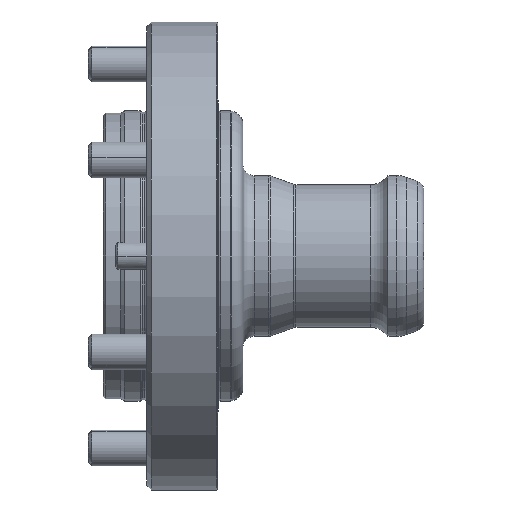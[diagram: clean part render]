
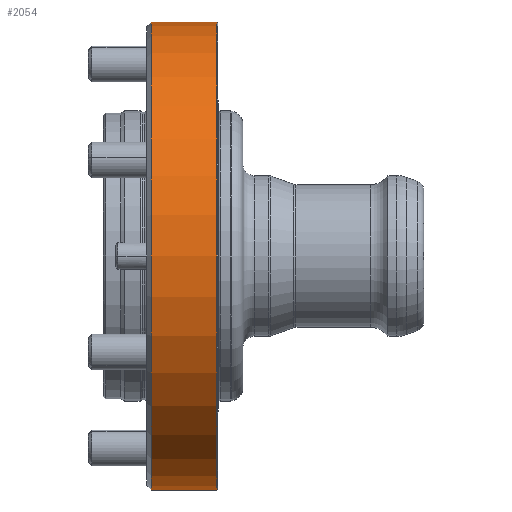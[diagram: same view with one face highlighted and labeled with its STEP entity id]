
A CAD part, left-side view. The second image highlights one B-rep face of the part: STEP entity #2054.
In plain terms, the highlighted cylindrical face has radius 52.4 mm (diameter 104.8 mm), a partial arc.
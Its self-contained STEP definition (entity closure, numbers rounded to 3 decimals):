
#259 = VERTEX_POINT ( 'NONE', #2569 ) ;
#327 = DIRECTION ( 'NONE',  ( 0., 0., 1. ) ) ;
#484 = DIRECTION ( 'NONE',  ( 0., 1., 0. ) ) ;
#1353 = CYLINDRICAL_SURFACE ( 'NONE', #7464, 52.4 ) ;
#1458 = EDGE_CURVE ( 'NONE', #7566, #259, #4780, .T. ) ;
#1748 = CARTESIAN_POINT ( 'NONE',  ( 0., 26.866, 52.4 ) ) ;
#1904 = EDGE_CURVE ( 'NONE', #2851, #259, #7750, .T. ) ;
#1919 = CARTESIAN_POINT ( 'NONE',  ( 0., 0.3, -52.4 ) ) ;
#2054 = ADVANCED_FACE ( 'NONE', ( #9550 ), #1353, .T. ) ;
#2292 = CARTESIAN_POINT ( 'NONE',  ( 0., 26.866, 0. ) ) ;
#2293 = CARTESIAN_POINT ( 'NONE',  ( 0., 26.866, -52.4 ) ) ;
#2457 = ORIENTED_EDGE ( 'NONE', *, *, #1904, .T. ) ;
#2569 = CARTESIAN_POINT ( 'NONE',  ( 0., 15., 52.4 ) ) ;
#2851 = VERTEX_POINT ( 'NONE', #3651 ) ;
#2939 = DIRECTION ( 'NONE',  ( 0., 1., 0. ) ) ;
#3164 = DIRECTION ( 'NONE',  ( 0., 1., 0. ) ) ;
#3211 = LINE ( 'NONE', #2293, #7194 ) ;
#3498 = AXIS2_PLACEMENT_3D ( 'NONE', #3795, #10123, #7408 ) ;
#3651 = CARTESIAN_POINT ( 'NONE',  ( 0., 0.3, 52.4 ) ) ;
#3795 = CARTESIAN_POINT ( 'NONE',  ( 0., 0.3, 0. ) ) ;
#4780 = CIRCLE ( 'NONE', #9177, 52.4 ) ;
#4887 = DIRECTION ( 'NONE',  ( 0., 0., 1. ) ) ;
#5734 = VECTOR ( 'NONE', #7318, 1000. ) ;
#5795 = EDGE_LOOP ( 'NONE', ( #9689, #10053, #2457, #7839 ) ) ;
#6568 = CIRCLE ( 'NONE', #3498, 52.4 ) ;
#6668 = CARTESIAN_POINT ( 'NONE',  ( 0., 15., -52.4 ) ) ;
#7194 = VECTOR ( 'NONE', #3164, 1000. ) ;
#7318 = DIRECTION ( 'NONE',  ( 0., 1., 0. ) ) ;
#7408 = DIRECTION ( 'NONE',  ( 0., 0., 1. ) ) ;
#7464 = AXIS2_PLACEMENT_3D ( 'NONE', #2292, #484, #4887 ) ;
#7566 = VERTEX_POINT ( 'NONE', #6668 ) ;
#7750 = LINE ( 'NONE', #1748, #5734 ) ;
#7839 = ORIENTED_EDGE ( 'NONE', *, *, #1458, .F. ) ;
#8367 = CARTESIAN_POINT ( 'NONE',  ( 0., 15., 0. ) ) ;
#9177 = AXIS2_PLACEMENT_3D ( 'NONE', #8367, #2939, #327 ) ;
#9332 = VERTEX_POINT ( 'NONE', #1919 ) ;
#9550 = FACE_OUTER_BOUND ( 'NONE', #5795, .T. ) ;
#9563 = EDGE_CURVE ( 'NONE', #9332, #7566, #3211, .T. ) ;
#9689 = ORIENTED_EDGE ( 'NONE', *, *, #9563, .F. ) ;
#10053 = ORIENTED_EDGE ( 'NONE', *, *, #11064, .T. ) ;
#10123 = DIRECTION ( 'NONE',  ( 0., 1., 0. ) ) ;
#11064 = EDGE_CURVE ( 'NONE', #9332, #2851, #6568, .T. ) ;
